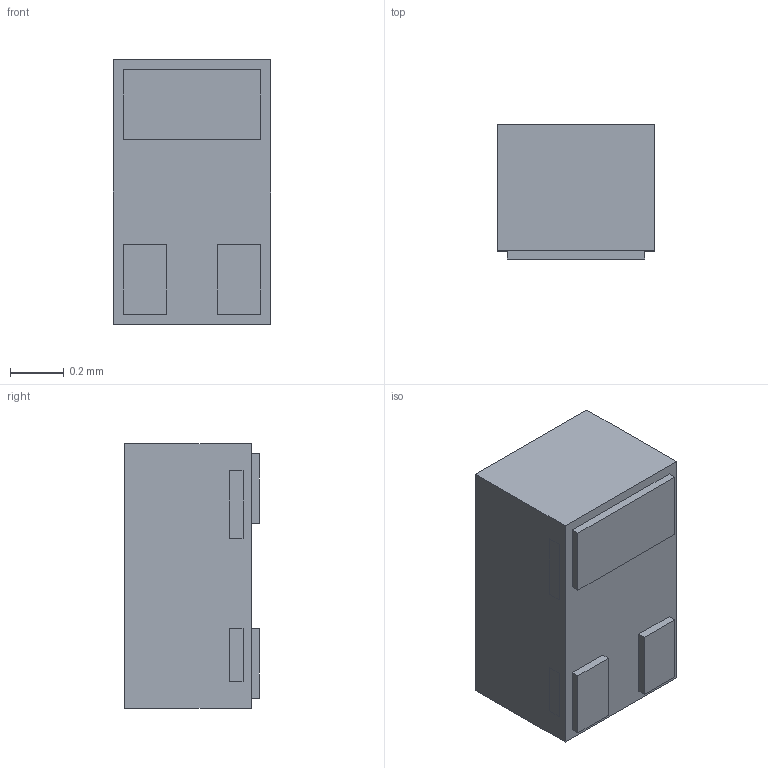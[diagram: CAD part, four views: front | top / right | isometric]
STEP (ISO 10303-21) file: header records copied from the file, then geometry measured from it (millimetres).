
FILE_DESCRIPTION (( 'STEP AP214' ), '1' );
FILE_NAME ('SOT883.STEP', '2020-09-18T19:43:51', ( '' ), ( '' ), 'SwSTEP 2.0', 'SolidWorks 2017', '' );
FILE_SCHEMA (( 'AUTOMOTIVE_DESIGN' ));
Length unit declared in the file: millimetre
Products named in the file (1): SOT883
Bounding box: 0.58 x 0.5 x 0.98 mm (x, y, z)
Volume: 0.3 mm3; surface area: 3.5 mm2
Topology: 8 solids, 8 shells, 68 faces, 144 edges, 96 vertices
Faces by surface type: plane 68
Entity records: 1885 total; most frequent: CARTESIAN_POINT 309, ORIENTED_EDGE 288, DIRECTION 282, VECTOR 144, EDGE_CURVE 144, LINE 144, VERTEX_POINT 96, EDGE_LOOP 72
